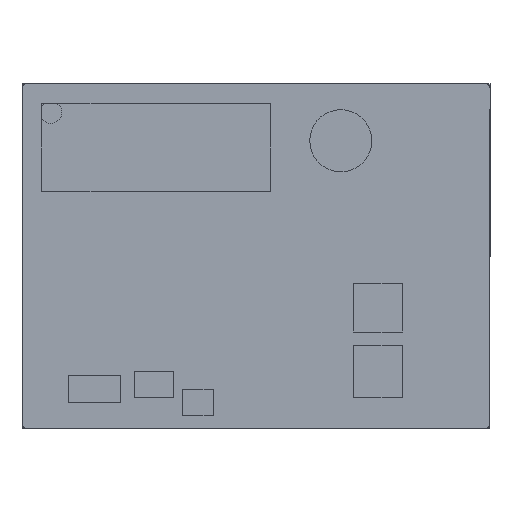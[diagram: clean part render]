
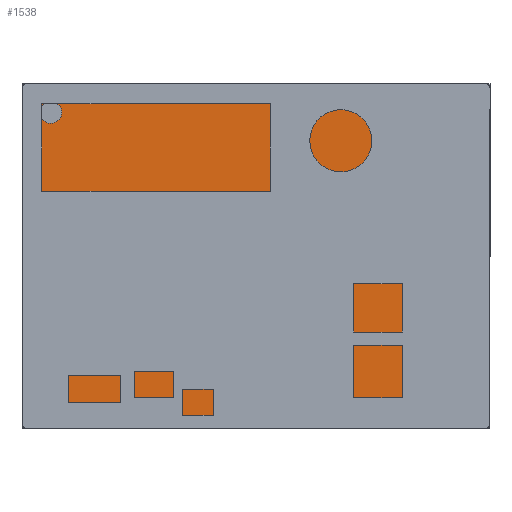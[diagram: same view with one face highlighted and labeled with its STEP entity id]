
A CAD part, top view. The second image highlights one B-rep face of the part: STEP entity #1538.
In plain terms, the highlighted planar face has unit normal (0, 0, 1).
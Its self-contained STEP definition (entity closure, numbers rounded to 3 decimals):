
#28=FACE_BOUND('',#234,.T.);
#29=FACE_BOUND('',#235,.T.);
#30=FACE_BOUND('',#236,.T.);
#31=FACE_BOUND('',#237,.T.);
#72=PLANE('',#1657);
#148=FACE_OUTER_BOUND('',#233,.T.);
#233=EDGE_LOOP('',(#1187,#1188,#1189,#1190));
#234=EDGE_LOOP('',(#1191));
#235=EDGE_LOOP('',(#1192));
#236=EDGE_LOOP('',(#1193));
#237=EDGE_LOOP('',(#1194));
#352=LINE('',#2256,#542);
#355=LINE('',#2261,#545);
#357=LINE('',#2265,#547);
#358=LINE('',#2267,#548);
#542=VECTOR('',#1834,10.);
#545=VECTOR('',#1839,10.);
#547=VECTOR('',#1843,10.);
#548=VECTOR('',#1846,10.);
#692=CIRCLE('',#1624,2.5);
#694=CIRCLE('',#1628,2.5);
#696=CIRCLE('',#1632,2.5);
#698=CIRCLE('',#1636,2.5);
#716=VERTEX_POINT('',#2154);
#718=VERTEX_POINT('',#2161);
#720=VERTEX_POINT('',#2168);
#722=VERTEX_POINT('',#2175);
#749=VERTEX_POINT('',#2253);
#750=VERTEX_POINT('',#2255);
#751=VERTEX_POINT('',#2259);
#752=VERTEX_POINT('',#2263);
#859=EDGE_CURVE('',#716,#716,#692,.T.);
#862=EDGE_CURVE('',#718,#718,#694,.T.);
#865=EDGE_CURVE('',#720,#720,#696,.T.);
#868=EDGE_CURVE('',#722,#722,#698,.T.);
#906=EDGE_CURVE('',#750,#749,#352,.T.);
#909=EDGE_CURVE('',#749,#751,#355,.T.);
#911=EDGE_CURVE('',#751,#752,#357,.T.);
#912=EDGE_CURVE('',#752,#750,#358,.T.);
#1187=ORIENTED_EDGE('',*,*,#909,.T.);
#1188=ORIENTED_EDGE('',*,*,#911,.T.);
#1189=ORIENTED_EDGE('',*,*,#912,.T.);
#1190=ORIENTED_EDGE('',*,*,#906,.T.);
#1191=ORIENTED_EDGE('',*,*,#859,.T.);
#1192=ORIENTED_EDGE('',*,*,#862,.T.);
#1193=ORIENTED_EDGE('',*,*,#865,.T.);
#1194=ORIENTED_EDGE('',*,*,#868,.T.);
#1538=ADVANCED_FACE('',(#148,#28,#29,#30,#31),#72,.T.);
#1624=AXIS2_PLACEMENT_3D('',#2156,#1742,#1743);
#1628=AXIS2_PLACEMENT_3D('',#2163,#1751,#1752);
#1632=AXIS2_PLACEMENT_3D('',#2170,#1760,#1761);
#1636=AXIS2_PLACEMENT_3D('',#2177,#1769,#1770);
#1657=AXIS2_PLACEMENT_3D('',#2284,#1863,#1864);
#1742=DIRECTION('center_axis',(0.,0.,-1.));
#1743=DIRECTION('ref_axis',(1.,0.,0.));
#1751=DIRECTION('center_axis',(0.,0.,-1.));
#1752=DIRECTION('ref_axis',(1.,0.,0.));
#1760=DIRECTION('center_axis',(0.,0.,-1.));
#1761=DIRECTION('ref_axis',(1.,0.,0.));
#1769=DIRECTION('center_axis',(0.,0.,-1.));
#1770=DIRECTION('ref_axis',(1.,0.,0.));
#1834=DIRECTION('',(0.,1.,0.));
#1839=DIRECTION('',(-1.,0.,0.));
#1843=DIRECTION('',(0.,-1.,0.));
#1846=DIRECTION('',(1.,0.,0.));
#1863=DIRECTION('center_axis',(0.,0.,1.));
#1864=DIRECTION('ref_axis',(1.,0.,0.));
#2154=CARTESIAN_POINT('',(44.5,-39.,0.));
#2156=CARTESIAN_POINT('Origin',(47.,-39.,0.));
#2161=CARTESIAN_POINT('',(-49.5,-34.,0.));
#2163=CARTESIAN_POINT('Origin',(-47.,-34.,0.));
#2168=CARTESIAN_POINT('',(44.5,27.,0.));
#2170=CARTESIAN_POINT('Origin',(47.,27.,0.));
#2175=CARTESIAN_POINT('',(-48.5,27.,0.));
#2177=CARTESIAN_POINT('Origin',(-46.,27.,0.));
#2253=CARTESIAN_POINT('',(52.,31.532,0.));
#2255=CARTESIAN_POINT('',(52.,-42.9,0.));
#2256=CARTESIAN_POINT('',(52.,12.924,0.));
#2259=CARTESIAN_POINT('',(-50.532,31.532,0.));
#2261=CARTESIAN_POINT('',(-24.899,31.532,0.));
#2263=CARTESIAN_POINT('',(-50.532,-42.9,0.));
#2265=CARTESIAN_POINT('',(-50.532,-24.292,0.));
#2267=CARTESIAN_POINT('',(26.367,-42.9,0.));
#2284=CARTESIAN_POINT('Origin',(0.734,-5.684,0.));
